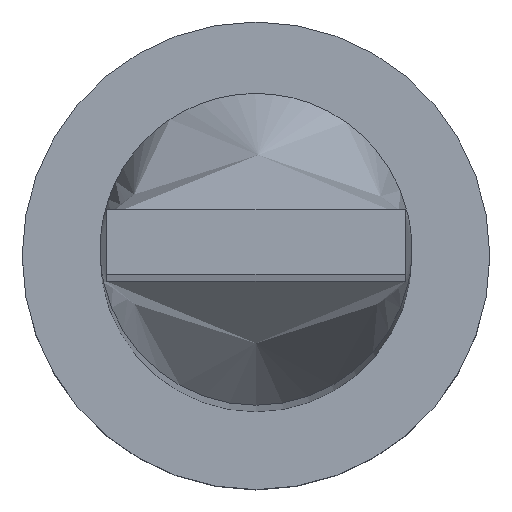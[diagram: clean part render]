
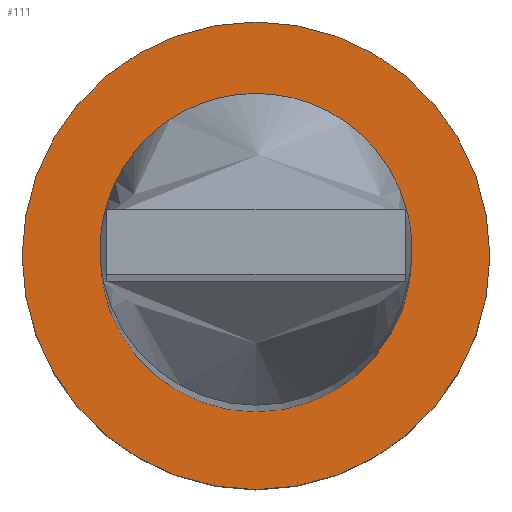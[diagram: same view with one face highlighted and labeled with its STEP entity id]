
A CAD part, top view. The second image highlights one B-rep face of the part: STEP entity #111.
In plain terms, the highlighted planar face has unit normal (0, 0, 1).
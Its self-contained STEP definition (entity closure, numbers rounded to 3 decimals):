
#3 = CARTESIAN_POINT ( 'NONE',  ( 0., 0., 7. ) ) ;
#11 = CIRCLE ( 'NONE', #28, 6. ) ;
#28 = AXIS2_PLACEMENT_3D ( 'NONE', #3, #598, #52 ) ;
#31 = ORIENTED_EDGE ( 'NONE', *, *, #489, .F. ) ;
#33 = DIRECTION ( 'NONE',  ( 0., 0., 1. ) ) ;
#52 = DIRECTION ( 'NONE',  ( 1., 0., 0. ) ) ;
#64 = EDGE_CURVE ( 'NONE', #480, #382, #85, .T. ) ;
#65 = EDGE_LOOP ( 'NONE', ( #83, #169 ) ) ;
#66 = AXIS2_PLACEMENT_3D ( 'NONE', #194, #231, #554 ) ;
#67 = CIRCLE ( 'NONE', #485, 6. ) ;
#83 = ORIENTED_EDGE ( 'NONE', *, *, #64, .T. ) ;
#85 = CIRCLE ( 'NONE', #96, 9. ) ;
#88 = VERTEX_POINT ( 'NONE', #491 ) ;
#96 = AXIS2_PLACEMENT_3D ( 'NONE', #454, #33, #590 ) ;
#105 = CARTESIAN_POINT ( 'NONE',  ( -9., 0., 7. ) ) ;
#111 = ADVANCED_FACE ( 'NONE', ( #561, #236 ), #467, .T. ) ;
#120 = VERTEX_POINT ( 'NONE', #368 ) ;
#154 = DIRECTION ( 'NONE',  ( 0., 0., 1. ) ) ;
#169 = ORIENTED_EDGE ( 'NONE', *, *, #277, .T. ) ;
#192 = DIRECTION ( 'NONE',  ( 1., 0., 0. ) ) ;
#194 = CARTESIAN_POINT ( 'NONE',  ( 0., 0., 7. ) ) ;
#226 = DIRECTION ( 'NONE',  ( 0., 0., 1. ) ) ;
#231 = DIRECTION ( 'NONE',  ( 0., 0., 1. ) ) ;
#236 = FACE_OUTER_BOUND ( 'NONE', #65, .T. ) ;
#245 = ORIENTED_EDGE ( 'NONE', *, *, #393, .F. ) ;
#261 = DIRECTION ( 'NONE',  ( 1., 0., 0. ) ) ;
#277 = EDGE_CURVE ( 'NONE', #382, #480, #429, .T. ) ;
#309 = EDGE_LOOP ( 'NONE', ( #245, #31 ) ) ;
#362 = CARTESIAN_POINT ( 'NONE',  ( 9., 0., 7. ) ) ;
#368 = CARTESIAN_POINT ( 'NONE',  ( -6., 0., 7. ) ) ;
#382 = VERTEX_POINT ( 'NONE', #362 ) ;
#393 = EDGE_CURVE ( 'NONE', #120, #88, #11, .T. ) ;
#429 = CIRCLE ( 'NONE', #550, 9. ) ;
#454 = CARTESIAN_POINT ( 'NONE',  ( 0., 0., 7. ) ) ;
#467 = PLANE ( 'NONE',  #66 ) ;
#480 = VERTEX_POINT ( 'NONE', #105 ) ;
#485 = AXIS2_PLACEMENT_3D ( 'NONE', #506, #226, #192 ) ;
#489 = EDGE_CURVE ( 'NONE', #88, #120, #67, .T. ) ;
#491 = CARTESIAN_POINT ( 'NONE',  ( 6., 0., 7. ) ) ;
#506 = CARTESIAN_POINT ( 'NONE',  ( 0., 0., 7. ) ) ;
#550 = AXIS2_PLACEMENT_3D ( 'NONE', #569, #154, #261 ) ;
#554 = DIRECTION ( 'NONE',  ( 1., 0., 0. ) ) ;
#561 = FACE_BOUND ( 'NONE', #309, .T. ) ;
#569 = CARTESIAN_POINT ( 'NONE',  ( 0., 0., 7. ) ) ;
#590 = DIRECTION ( 'NONE',  ( 1., 0., 0. ) ) ;
#598 = DIRECTION ( 'NONE',  ( 0., 0., 1. ) ) ;
